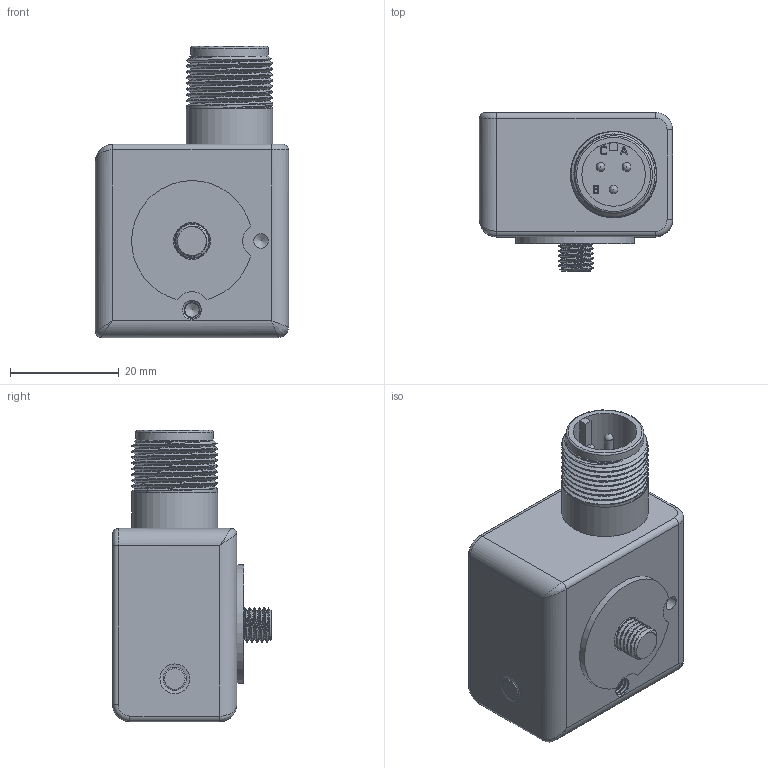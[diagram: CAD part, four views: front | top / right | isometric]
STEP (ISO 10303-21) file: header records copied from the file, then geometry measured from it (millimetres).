
FILE_DESCRIPTION(/* description */ (''),/* implementation_level */ '2;1');
FILE_NAME(/* name */ 'MASTER_BIAXIAL_SIDE_EXIT_3PIN.stp',/* time_stamp */ '2017-04-26T11:33:01-04:00',/* author */ ('aneininger'),/* organization */ (''),/* preprocessor_version */ 'ST-DEVELOPER v16.5',/* originating_system */ 'Autodesk Inventor 2017',/* authorisation */ '');
FILE_SCHEMA (('AUTOMOTIVE_DESIGN { 1 0 10303 214 3 1 1 }'));
Length unit declared in the file: inch
Products named in the file (3): MASTER_BIAXIAL_SIDE_EXIT_3PIN_STEP; MASTER_BIAXIAL_SIDE_EXIT_3PIN; ACP32108
Assembly tree (2 placements, depth 2):
  MASTER_BIAXIAL_SIDE_EXIT_3PIN_STEP
    MASTER_BIAXIAL_SIDE_EXIT_3PIN
    ACP32108
Bounding box: 35.56 x 29.21 x 53.59 mm (x, y, z)
Volume: 30085.3 mm3; surface area: 9207.3 mm2
Topology: 2 solids, 2 shells, 188 faces, 451 edges, 282 vertices
Faces by surface type: bspline 67, plane 65, cylinder 33, cone 14, torus 9
Full cylindrical faces by diameter (mm): 1.587 x3, 2.642 x2, 4.953 x1, 5.359 x3, 6.756 x1, 9.525 x1, 10.668 x1, 11.684 x1, 14.275 x1, 15.875 x1, 15.9 x1
Entity records: 18291 total; most frequent: CARTESIAN_POINT 14303, ORIENTED_EDGE 808, DIRECTION 606, EDGE_CURVE 404, VERTEX_POINT 268, EDGE_LOOP 234, AXIS2_PLACEMENT_3D 220, STYLED_ITEM 188
